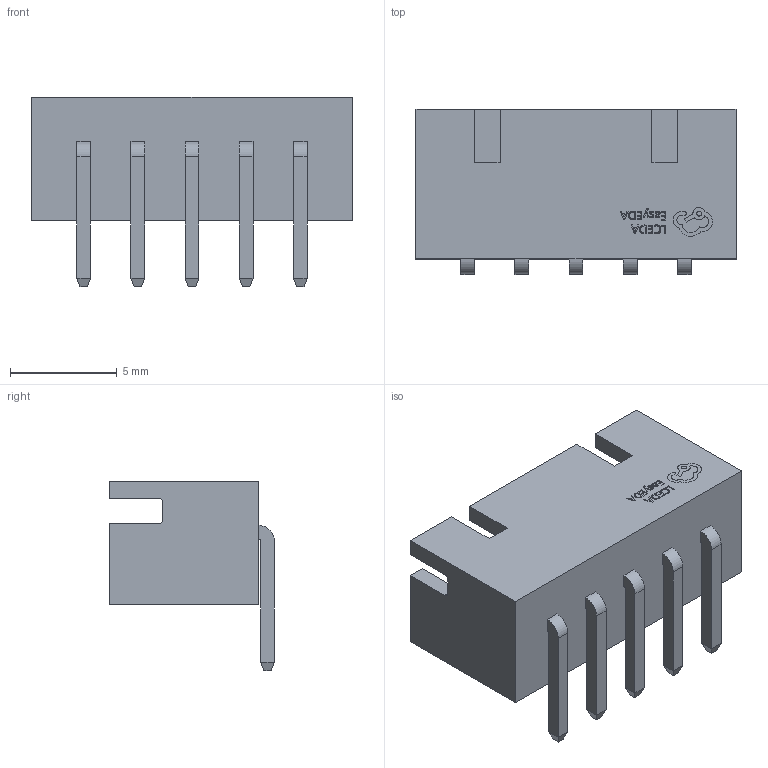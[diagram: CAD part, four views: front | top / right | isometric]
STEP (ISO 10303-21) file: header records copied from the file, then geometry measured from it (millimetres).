
FILE_DESCRIPTION (( 'STEP AP214' ), '1' );
FILE_NAME ('CONN-TH_5P-P2.54_XH-5AW_C2908614.step', '2022-08-02T14:00:26', ( '' ), ( '' ), 'SwSTEP 2.0', 'SolidWorks 2020', '' );
FILE_SCHEMA (( 'AUTOMOTIVE_DESIGN' ));
Length unit declared in the file: millimetre
Products named in the file (1): CONN-TH_5P-P2.54_XH-5AW_C2908614
Bounding box: 15 x 7.72 x 8.9 mm (x, y, z)
Volume: 339.7 mm3; surface area: 771.1 mm2
Topology: 14 solids, 14 shells, 418 faces, 1079 edges, 706 vertices
Faces by surface type: plane 292, bspline 112, cylinder 14
Entity records: 17889 total; most frequent: CARTESIAN_POINT 4308, ORIENTED_EDGE 2158, DIRECTION 1493, EDGE_CURVE 1079, VECTOR 823, LINE 823, VERTEX_POINT 706, EDGE_LOOP 447
